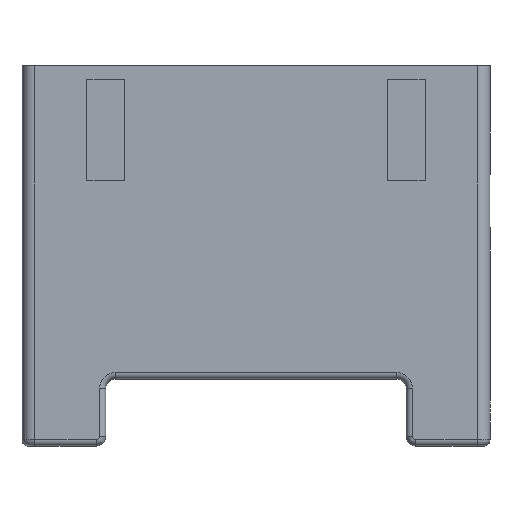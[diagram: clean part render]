
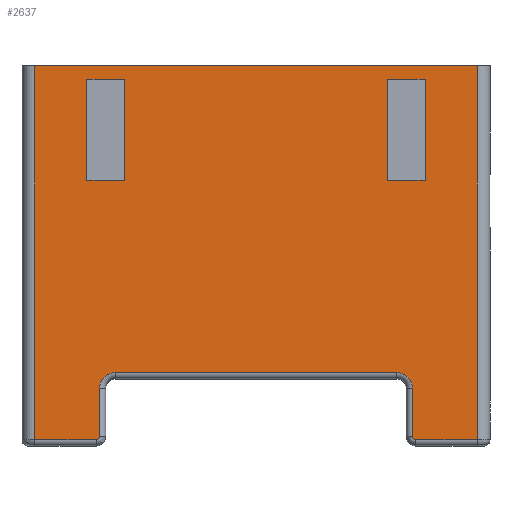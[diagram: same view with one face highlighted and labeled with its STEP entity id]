
A CAD part, top view. The second image highlights one B-rep face of the part: STEP entity #2637.
In plain terms, the highlighted planar face has unit normal (0, 0, 1).
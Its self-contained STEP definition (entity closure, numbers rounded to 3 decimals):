
#27=FACE_BOUND('',#441,.T.);
#28=FACE_BOUND('',#442,.T.);
#78=CIRCLE('',#2789,0.05);
#82=CIRCLE('',#2795,0.25);
#86=CIRCLE('',#2801,0.25);
#90=CIRCLE('',#2806,0.05);
#289=FACE_OUTER_BOUND('',#440,.T.);
#440=EDGE_LOOP('',(#2042,#2043,#2044,#2045,#2046,#2047,#2048,#2049,#2050,
#2051,#2052,#2053));
#441=EDGE_LOOP('',(#2054,#2055,#2056,#2057));
#442=EDGE_LOOP('',(#2058,#2059,#2060,#2061));
#529=LINE('',#3805,#798);
#532=LINE('',#3811,#801);
#535=LINE('',#3817,#804);
#538=LINE('',#3821,#807);
#541=LINE('',#3829,#810);
#544=LINE('',#3835,#813);
#547=LINE('',#3841,#816);
#550=LINE('',#3845,#819);
#586=LINE('',#4005,#855);
#588=LINE('',#4025,#857);
#590=LINE('',#4037,#859);
#592=LINE('',#4049,#861);
#594=LINE('',#4069,#863);
#655=LINE('',#4263,#924);
#656=LINE('',#4265,#925);
#657=LINE('',#4266,#926);
#798=VECTOR('',#3002,10.);
#801=VECTOR('',#3007,10.);
#804=VECTOR('',#3012,10.);
#807=VECTOR('',#3017,10.);
#810=VECTOR('',#3022,10.);
#813=VECTOR('',#3027,10.);
#816=VECTOR('',#3032,10.);
#819=VECTOR('',#3037,10.);
#855=VECTOR('',#3171,10.);
#857=VECTOR('',#3183,10.);
#859=VECTOR('',#3197,10.);
#861=VECTOR('',#3211,10.);
#863=VECTOR('',#3223,10.);
#924=VECTOR('',#3412,10.);
#925=VECTOR('',#3413,10.);
#926=VECTOR('',#3414,10.);
#1067=VERTEX_POINT('',#3802);
#1068=VERTEX_POINT('',#3804);
#1070=VERTEX_POINT('',#3810);
#1072=VERTEX_POINT('',#3816);
#1075=VERTEX_POINT('',#3826);
#1076=VERTEX_POINT('',#3828);
#1078=VERTEX_POINT('',#3834);
#1080=VERTEX_POINT('',#3840);
#1134=VERTEX_POINT('',#3997);
#1136=VERTEX_POINT('',#4003);
#1138=VERTEX_POINT('',#4017);
#1140=VERTEX_POINT('',#4023);
#1142=VERTEX_POINT('',#4029);
#1144=VERTEX_POINT('',#4035);
#1146=VERTEX_POINT('',#4041);
#1148=VERTEX_POINT('',#4047);
#1150=VERTEX_POINT('',#4061);
#1152=VERTEX_POINT('',#4067);
#1202=VERTEX_POINT('',#4262);
#1203=VERTEX_POINT('',#4264);
#1314=EDGE_CURVE('',#1068,#1067,#529,.T.);
#1317=EDGE_CURVE('',#1070,#1068,#532,.T.);
#1320=EDGE_CURVE('',#1072,#1070,#535,.T.);
#1323=EDGE_CURVE('',#1067,#1072,#538,.T.);
#1326=EDGE_CURVE('',#1076,#1075,#541,.T.);
#1329=EDGE_CURVE('',#1078,#1076,#544,.T.);
#1332=EDGE_CURVE('',#1080,#1078,#547,.T.);
#1335=EDGE_CURVE('',#1075,#1080,#550,.T.);
#1405=EDGE_CURVE('',#1136,#1134,#586,.T.);
#1408=EDGE_CURVE('',#1138,#1136,#78,.T.);
#1411=EDGE_CURVE('',#1140,#1138,#588,.T.);
#1414=EDGE_CURVE('',#1142,#1140,#82,.T.);
#1417=EDGE_CURVE('',#1144,#1142,#590,.T.);
#1420=EDGE_CURVE('',#1146,#1144,#86,.T.);
#1423=EDGE_CURVE('',#1148,#1146,#592,.T.);
#1426=EDGE_CURVE('',#1150,#1148,#90,.T.);
#1429=EDGE_CURVE('',#1152,#1150,#594,.T.);
#1519=EDGE_CURVE('',#1202,#1152,#655,.T.);
#1520=EDGE_CURVE('',#1203,#1202,#656,.T.);
#1521=EDGE_CURVE('',#1134,#1203,#657,.T.);
#2042=ORIENTED_EDGE('',*,*,#1429,.F.);
#2043=ORIENTED_EDGE('',*,*,#1519,.F.);
#2044=ORIENTED_EDGE('',*,*,#1520,.F.);
#2045=ORIENTED_EDGE('',*,*,#1521,.F.);
#2046=ORIENTED_EDGE('',*,*,#1405,.F.);
#2047=ORIENTED_EDGE('',*,*,#1408,.F.);
#2048=ORIENTED_EDGE('',*,*,#1411,.F.);
#2049=ORIENTED_EDGE('',*,*,#1414,.F.);
#2050=ORIENTED_EDGE('',*,*,#1417,.F.);
#2051=ORIENTED_EDGE('',*,*,#1420,.F.);
#2052=ORIENTED_EDGE('',*,*,#1423,.F.);
#2053=ORIENTED_EDGE('',*,*,#1426,.F.);
#2054=ORIENTED_EDGE('',*,*,#1320,.T.);
#2055=ORIENTED_EDGE('',*,*,#1317,.T.);
#2056=ORIENTED_EDGE('',*,*,#1314,.T.);
#2057=ORIENTED_EDGE('',*,*,#1323,.T.);
#2058=ORIENTED_EDGE('',*,*,#1332,.T.);
#2059=ORIENTED_EDGE('',*,*,#1329,.T.);
#2060=ORIENTED_EDGE('',*,*,#1326,.T.);
#2061=ORIENTED_EDGE('',*,*,#1335,.T.);
#2518=PLANE('',#2873);
#2637=ADVANCED_FACE('',(#289,#27,#28),#2518,.T.);
#2789=AXIS2_PLACEMENT_3D('',#4019,#3175,#3176);
#2795=AXIS2_PLACEMENT_3D('',#4031,#3189,#3190);
#2801=AXIS2_PLACEMENT_3D('',#4043,#3203,#3204);
#2806=AXIS2_PLACEMENT_3D('',#4063,#3215,#3216);
#2873=AXIS2_PLACEMENT_3D('',#4261,#3410,#3411);
#3002=DIRECTION('',(1.,0.,0.));
#3007=DIRECTION('',(0.,1.,0.));
#3012=DIRECTION('',(-1.,0.,0.));
#3017=DIRECTION('',(0.,-1.,0.));
#3022=DIRECTION('',(0.,-1.,0.));
#3027=DIRECTION('',(1.,0.,0.));
#3032=DIRECTION('',(0.,1.,0.));
#3037=DIRECTION('',(-1.,0.,0.));
#3171=DIRECTION('',(-1.,0.,0.));
#3175=DIRECTION('center_axis',(0.,0.,-1.));
#3176=DIRECTION('ref_axis',(0.707,-0.707,0.));
#3183=DIRECTION('',(0.,-1.,0.));
#3189=DIRECTION('center_axis',(0.,0.,1.));
#3190=DIRECTION('ref_axis',(-0.707,0.707,0.));
#3197=DIRECTION('',(-1.,0.,0.));
#3203=DIRECTION('center_axis',(0.,0.,1.));
#3204=DIRECTION('ref_axis',(0.707,0.707,0.));
#3211=DIRECTION('',(0.,1.,0.));
#3215=DIRECTION('center_axis',(0.,0.,-1.));
#3216=DIRECTION('ref_axis',(-0.707,-0.707,0.));
#3223=DIRECTION('',(-1.,0.,0.));
#3410=DIRECTION('center_axis',(0.,0.,1.));
#3411=DIRECTION('ref_axis',(1.,0.,0.));
#3412=DIRECTION('',(0.,-1.,0.));
#3413=DIRECTION('',(1.,0.,0.));
#3414=DIRECTION('',(0.,1.,0.));
#3802=CARTESIAN_POINT('',(2.675,5.8,1.175));
#3804=CARTESIAN_POINT('',(2.075,5.8,1.175));
#3805=CARTESIAN_POINT('',(-0.812,5.8,1.175));
#3810=CARTESIAN_POINT('',(2.075,4.2,1.175));
#3811=CARTESIAN_POINT('',(2.075,2.1,1.175));
#3816=CARTESIAN_POINT('',(2.675,4.2,1.175));
#3817=CARTESIAN_POINT('',(-0.513,4.2,1.175));
#3821=CARTESIAN_POINT('',(2.675,2.9,1.175));
#3826=CARTESIAN_POINT('',(-2.075,4.2,1.175));
#3828=CARTESIAN_POINT('',(-2.075,5.8,1.175));
#3829=CARTESIAN_POINT('',(-2.075,2.9,1.175));
#3834=CARTESIAN_POINT('',(-2.675,5.8,1.175));
#3835=CARTESIAN_POINT('',(-3.187,5.8,1.175));
#3840=CARTESIAN_POINT('',(-2.675,4.2,1.175));
#3841=CARTESIAN_POINT('',(-2.675,2.1,1.175));
#3845=CARTESIAN_POINT('',(-2.888,4.2,1.175));
#3997=CARTESIAN_POINT('',(-3.5,0.1,1.175));
#4003=CARTESIAN_POINT('',(-2.525,0.1,1.175));
#4005=CARTESIAN_POINT('',(-1.85,0.1,1.175));
#4017=CARTESIAN_POINT('',(-2.475,0.15,1.175));
#4019=CARTESIAN_POINT('Origin',(-2.525,0.15,1.175));
#4023=CARTESIAN_POINT('',(-2.475,0.91,1.175));
#4025=CARTESIAN_POINT('',(-2.475,0.,1.175));
#4029=CARTESIAN_POINT('',(-2.225,1.16,1.175));
#4031=CARTESIAN_POINT('Origin',(-2.225,0.91,1.175));
#4035=CARTESIAN_POINT('',(2.225,1.16,1.175));
#4037=CARTESIAN_POINT('',(-3.038,1.16,1.175));
#4041=CARTESIAN_POINT('',(2.475,0.91,1.175));
#4043=CARTESIAN_POINT('Origin',(2.225,0.91,1.175));
#4047=CARTESIAN_POINT('',(2.475,0.15,1.175));
#4049=CARTESIAN_POINT('',(2.475,0.53,1.175));
#4061=CARTESIAN_POINT('',(2.525,0.1,1.175));
#4063=CARTESIAN_POINT('Origin',(2.525,0.15,1.175));
#4067=CARTESIAN_POINT('',(3.5,0.1,1.175));
#4069=CARTESIAN_POINT('',(-1.85,0.1,1.175));
#4261=CARTESIAN_POINT('Origin',(-3.7,0.,1.175));
#4262=CARTESIAN_POINT('',(3.5,6.01,1.175));
#4263=CARTESIAN_POINT('',(3.5,0.,1.175));
#4264=CARTESIAN_POINT('',(-3.5,6.01,1.175));
#4265=CARTESIAN_POINT('',(-3.7,6.01,1.175));
#4266=CARTESIAN_POINT('',(-3.5,0.,1.175));
